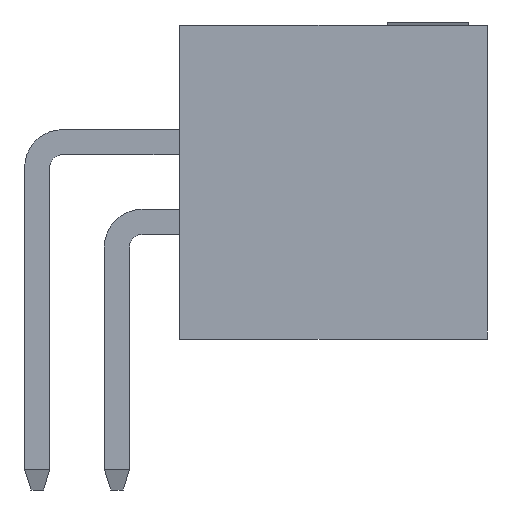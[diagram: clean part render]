
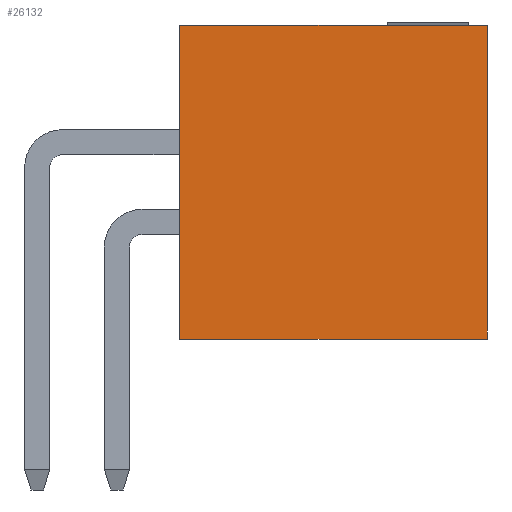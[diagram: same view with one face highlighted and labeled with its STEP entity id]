
A CAD part, front view. The second image highlights one B-rep face of the part: STEP entity #26132.
In plain terms, the highlighted face is planar.
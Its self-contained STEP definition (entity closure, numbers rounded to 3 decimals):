
#1185=ORIENTED_EDGE('',*,*,#6272,.F.);
#1186=ORIENTED_EDGE('',*,*,#6273,.F.);
#1187=ORIENTED_EDGE('',*,*,#6274,.T.);
#1188=ORIENTED_EDGE('',*,*,#6275,.T.);
#6272=EDGE_CURVE('',#8804,#8805,#10648,.T.);
#6273=EDGE_CURVE('',#8806,#8804,#10649,.T.);
#6274=EDGE_CURVE('',#8806,#8807,#10650,.T.);
#6275=EDGE_CURVE('',#8807,#8805,#10651,.T.);
#8804=VERTEX_POINT('',#34515);
#8805=VERTEX_POINT('',#34516);
#8806=VERTEX_POINT('',#34518);
#8807=VERTEX_POINT('',#34520);
#10648=LINE('',#34514,#13220);
#10649=LINE('',#34517,#13221);
#10650=LINE('',#34519,#13222);
#10651=LINE('',#34521,#13223);
#13220=VECTOR('',#29256,1000.);
#13221=VECTOR('',#29257,1000.);
#13222=VECTOR('',#29258,1000.);
#13223=VECTOR('',#29259,1000.);
#15358=EDGE_LOOP('',(#1185,#1186,#1187,#1188));
#16470=FACE_BOUND('',#15358,.T.);
#17582=PLANE('',#27216);
#26132=ADVANCED_FACE('',(#16470),#17582,.T.);
#27216=AXIS2_PLACEMENT_3D('',#34513,#29254,#29255);
#29254=DIRECTION('',(-1.,0.,0.));
#29255=DIRECTION('',(0.,1.,0.));
#29256=DIRECTION('',(0.,1.,0.));
#29257=DIRECTION('',(0.,0.,-1.));
#29258=DIRECTION('',(0.,1.,0.));
#29259=DIRECTION('',(0.,0.,-1.));
#34513=CARTESIAN_POINT('',(-13.97,-2.45,2.5));
#34514=CARTESIAN_POINT('',(-13.97,-2.45,-2.5));
#34515=CARTESIAN_POINT('',(-13.97,-2.45,-2.5));
#34516=CARTESIAN_POINT('',(-13.97,2.45,-2.5));
#34517=CARTESIAN_POINT('',(-13.97,-2.45,2.5));
#34518=CARTESIAN_POINT('',(-13.97,-2.45,2.5));
#34519=CARTESIAN_POINT('',(-13.97,-2.45,2.5));
#34520=CARTESIAN_POINT('',(-13.97,2.45,2.5));
#34521=CARTESIAN_POINT('',(-13.97,2.45,2.5));
